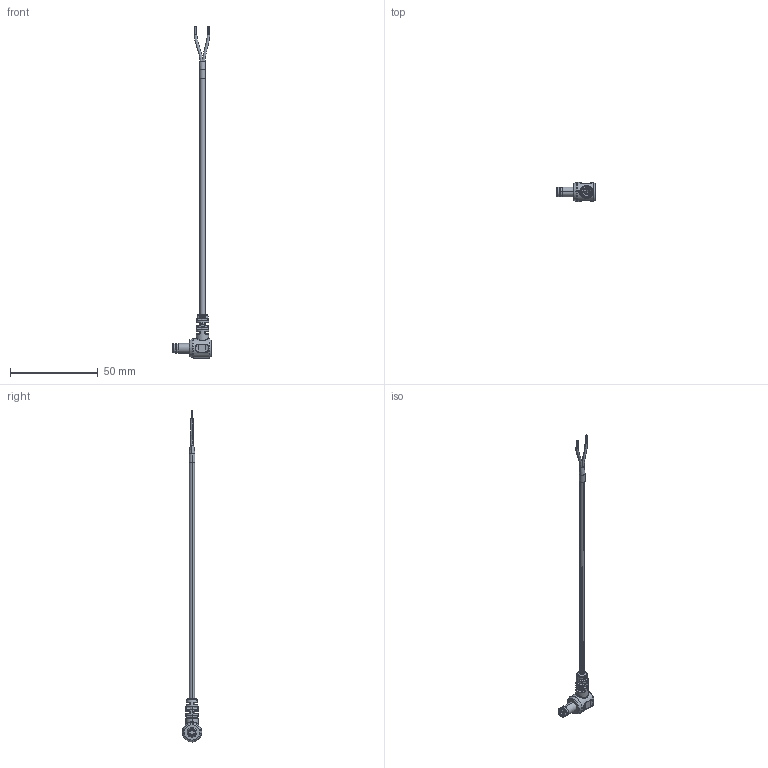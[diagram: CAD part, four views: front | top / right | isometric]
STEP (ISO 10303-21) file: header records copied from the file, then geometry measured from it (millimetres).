
FILE_DESCRIPTION (( 'STEP AP203' ), '1' );
FILE_NAME ('10-03919.STEP', '2021-04-19T22:54:40', ( '' ), ( '' ), 'SwSTEP 2.0', 'SolidWorks 2021', '' );
FILE_SCHEMA (( 'CONFIG_CONTROL_DESIGN' ));
Length unit declared in the file: millimetre
Products named in the file (7): 30-00338_stripped and tinned; 50-00129 insulator; 50-00129 shell; 50-00129_9.5 mm barrel length; 24-00358; 10-03919; 50-00129 contact
Assembly tree (6 placements, depth 3):
  10-03919
    30-00338_stripped and tinned
    24-00358
    50-00129_9.5 mm barrel length
      50-00129 contact
      50-00129 insulator
      50-00129 shell
Bounding box: 22 x 11 x 188.75 mm (x, y, z)
Volume: 2909.2 mm3; surface area: 11029.8 mm2
Topology: 145 solids, 145 shells, 853 faces, 1563 edges, 1012 vertices
Faces by surface type: plane 367, cylinder 349, bspline 77, torus 45, cone 15
Entity records: 25823 total; most frequent: CARTESIAN_POINT 8192, DIRECTION 3797, ORIENTED_EDGE 3126, AXIS2_PLACEMENT_3D 1648, EDGE_CURVE 1563, VERTEX_POINT 1012, EDGE_LOOP 875, CIRCLE 862
